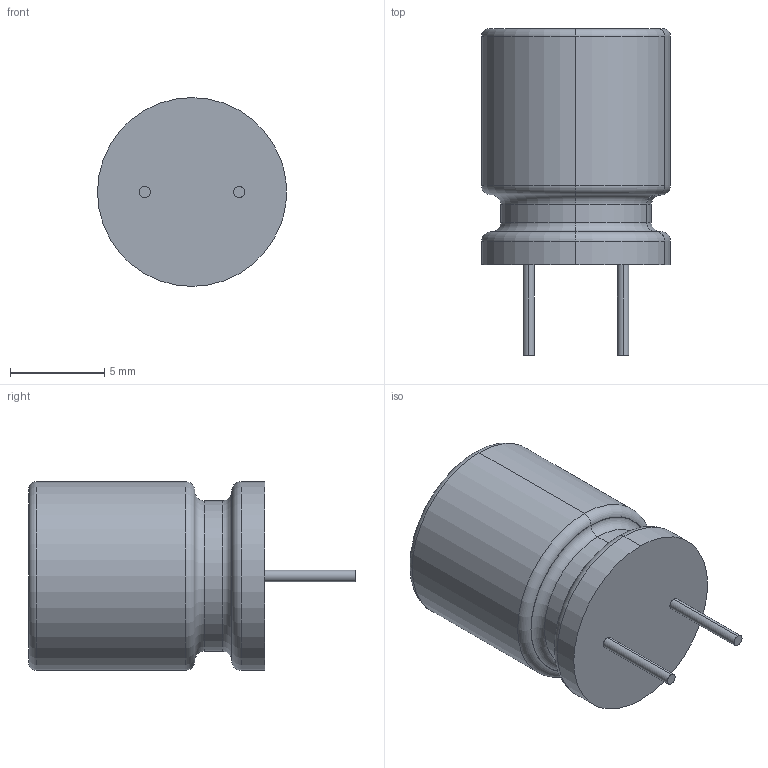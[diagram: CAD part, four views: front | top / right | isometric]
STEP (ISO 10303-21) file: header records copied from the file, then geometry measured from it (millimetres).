
FILE_DESCRIPTION (( 'STEP AP214' ), '1' );
FILE_NAME ('6E4FB70A-67A9-41BB-BDD8-433B447E87CD.STEP', '2024-03-08T15:04:18', ( '' ), ( '' ), 'SwSTEP 2.0', 'SolidWorks 2022', '' );
FILE_SCHEMA (( 'AUTOMOTIVE_DESIGN' ));
Length unit declared in the file: millimetre
Products named in the file (1): 6E4FB70A-67A9-41BB-BDD8-433B447E87CD
Bounding box: 10.01 x 17.3 x 10 mm (x, y, z)
Volume: 907 mm3; surface area: 603.8 mm2
Topology: 1 solids, 1 shells, 67 faces, 169 edges, 107 vertices
Faces by surface type: torus 25, cylinder 21, plane 21
Entity records: 2824 total; most frequent: DIRECTION 411, CARTESIAN_POINT 344, ORIENTED_EDGE 338, AXIS2_PLACEMENT_3D 174, EDGE_CURVE 169, VERTEX_POINT 107, CIRCLE 106, EDGE_LOOP 70
